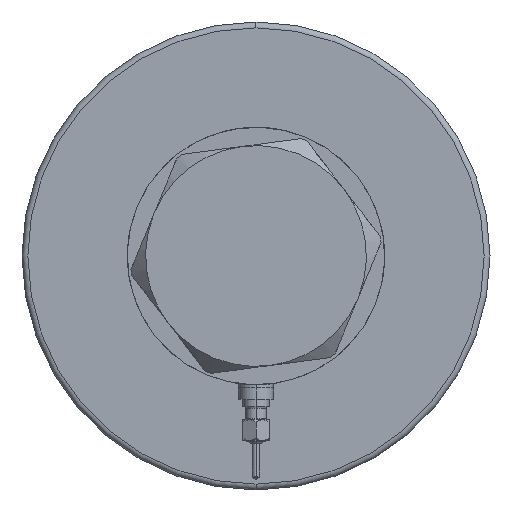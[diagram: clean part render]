
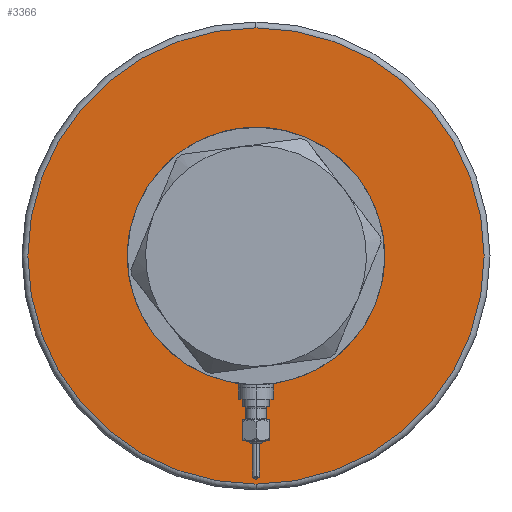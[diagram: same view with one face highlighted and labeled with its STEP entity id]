
A CAD part, left-side view. The second image highlights one B-rep face of the part: STEP entity #3366.
In plain terms, the highlighted face is planar.
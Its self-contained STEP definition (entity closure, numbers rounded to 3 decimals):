
#20 = ORIENTED_EDGE ( 'NONE', *, *, #5260, .T. ) ;
#73 = CIRCLE ( 'NONE', #1853, 37.5 ) ;
#352 = CARTESIAN_POINT ( 'NONE',  ( 78., 0., 0. ) ) ;
#979 = DIRECTION ( 'NONE',  ( 1., 0., 0. ) ) ;
#1228 = DIRECTION ( 'NONE',  ( 0., 0., 1. ) ) ;
#1233 = EDGE_CURVE ( 'NONE', #4417, #3889, #3732, .T. ) ;
#1316 = EDGE_CURVE ( 'NONE', #3889, #4417, #2163, .T. ) ;
#1699 = AXIS2_PLACEMENT_3D ( 'NONE', #2783, #4364, #1740 ) ;
#1740 = DIRECTION ( 'NONE',  ( 1., 0., 0. ) ) ;
#1850 = EDGE_CURVE ( 'NONE', #5710, #5689, #5774, .T. ) ;
#1853 = AXIS2_PLACEMENT_3D ( 'NONE', #2776, #1228, #2307 ) ;
#1963 = ORIENTED_EDGE ( 'NONE', *, *, #1850, .T. ) ;
#1993 = CARTESIAN_POINT ( 'NONE',  ( 0., 0., 0. ) ) ;
#2026 = PLANE ( 'NONE',  #5452 ) ;
#2163 = CIRCLE ( 'NONE', #1699, 78. ) ;
#2307 = DIRECTION ( 'NONE',  ( 1., 0., 0. ) ) ;
#2463 = CARTESIAN_POINT ( 'NONE',  ( 37.5, 0., 0. ) ) ;
#2646 = CARTESIAN_POINT ( 'NONE',  ( 0., 0., 0. ) ) ;
#2706 = CARTESIAN_POINT ( 'NONE',  ( 0., 0., 0. ) ) ;
#2731 = AXIS2_PLACEMENT_3D ( 'NONE', #2646, #5855, #4797 ) ;
#2740 = DIRECTION ( 'NONE',  ( 0., 0., -1. ) ) ;
#2776 = CARTESIAN_POINT ( 'NONE',  ( 0., 0., 0. ) ) ;
#2783 = CARTESIAN_POINT ( 'NONE',  ( 0., 0., 0. ) ) ;
#3087 = DIRECTION ( 'NONE',  ( 0., 0., 1. ) ) ;
#3154 = CARTESIAN_POINT ( 'NONE',  ( -78., 0., 0. ) ) ;
#3366 = ADVANCED_FACE ( 'NONE', ( #3615, #4814 ), #2026, .F. ) ;
#3615 = FACE_OUTER_BOUND ( 'NONE', #6596, .T. ) ;
#3732 = CIRCLE ( 'NONE', #6321, 78. ) ;
#3889 = VERTEX_POINT ( 'NONE', #3154 ) ;
#4054 = CARTESIAN_POINT ( 'NONE',  ( -37.5, 0., 0. ) ) ;
#4364 = DIRECTION ( 'NONE',  ( 0., 0., -1. ) ) ;
#4417 = VERTEX_POINT ( 'NONE', #352 ) ;
#4520 = ORIENTED_EDGE ( 'NONE', *, *, #1316, .T. ) ;
#4797 = DIRECTION ( 'NONE',  ( 1., 0., 0. ) ) ;
#4814 = FACE_BOUND ( 'NONE', #5580, .T. ) ;
#5260 = EDGE_CURVE ( 'NONE', #5689, #5710, #73, .T. ) ;
#5452 = AXIS2_PLACEMENT_3D ( 'NONE', #1993, #3087, #979 ) ;
#5580 = EDGE_LOOP ( 'NONE', ( #1963, #20 ) ) ;
#5689 = VERTEX_POINT ( 'NONE', #4054 ) ;
#5710 = VERTEX_POINT ( 'NONE', #2463 ) ;
#5774 = CIRCLE ( 'NONE', #2731, 37.5 ) ;
#5855 = DIRECTION ( 'NONE',  ( 0., 0., 1. ) ) ;
#5879 = ORIENTED_EDGE ( 'NONE', *, *, #1233, .T. ) ;
#5954 = DIRECTION ( 'NONE',  ( 1., 0., 0. ) ) ;
#6321 = AXIS2_PLACEMENT_3D ( 'NONE', #2706, #2740, #5954 ) ;
#6596 = EDGE_LOOP ( 'NONE', ( #5879, #4520 ) ) ;
